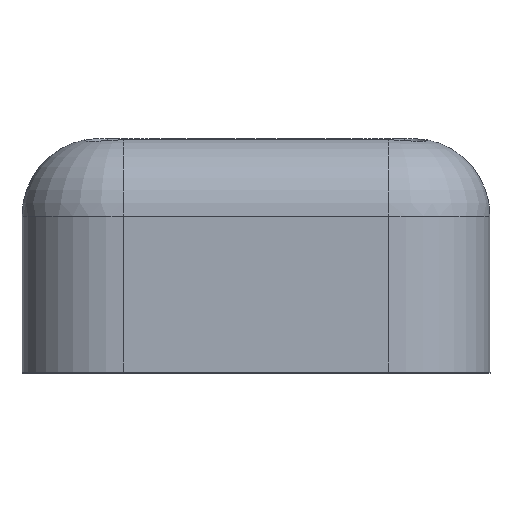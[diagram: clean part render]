
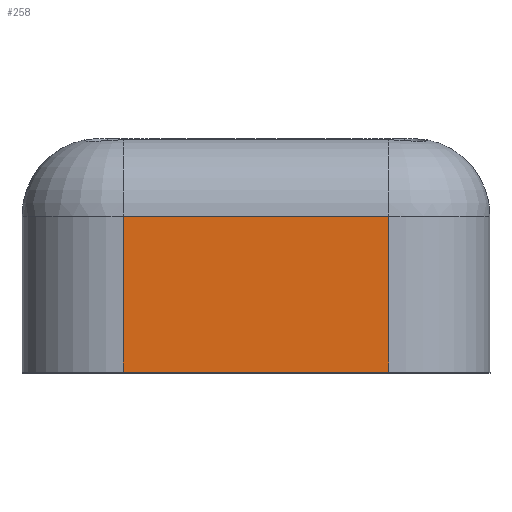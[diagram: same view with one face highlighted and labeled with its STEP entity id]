
A CAD part, top view. The second image highlights one B-rep face of the part: STEP entity #258.
In plain terms, the highlighted planar face has unit normal (0, 0, 1).
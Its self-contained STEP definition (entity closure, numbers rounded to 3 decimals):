
#131 = ORIENTED_EDGE ( 'NONE', *, *, #375, .T. ) ;
#166 = LINE ( 'NONE', #2121, #1209 ) ;
#170 = AXIS2_PLACEMENT_3D ( 'NONE', #1192, #812, #646 ) ;
#188 = VECTOR ( 'NONE', #1599, 1000. ) ;
#248 = CARTESIAN_POINT ( 'NONE',  ( -1.7, -1., 5.1 ) ) ;
#258 = ADVANCED_FACE ( 'NONE', ( #1375 ), #2266, .T. ) ;
#321 = DIRECTION ( 'NONE',  ( 1., 0., 0. ) ) ;
#336 = VECTOR ( 'NONE', #415, 1000. ) ;
#362 = VERTEX_POINT ( 'NONE', #2109 ) ;
#375 = EDGE_CURVE ( 'NONE', #554, #1525, #166, .T. ) ;
#415 = DIRECTION ( 'NONE',  ( 1., 0., 0. ) ) ;
#526 = CARTESIAN_POINT ( 'NONE',  ( -1.7, -3., 5.1 ) ) ;
#554 = VERTEX_POINT ( 'NONE', #248 ) ;
#560 = EDGE_CURVE ( 'NONE', #554, #362, #773, .T. ) ;
#646 = DIRECTION ( 'NONE',  ( 0., -1., 0. ) ) ;
#659 = LINE ( 'NONE', #1758, #1225 ) ;
#686 = ORIENTED_EDGE ( 'NONE', *, *, #560, .F. ) ;
#773 = LINE ( 'NONE', #1702, #336 ) ;
#812 = DIRECTION ( 'NONE',  ( 0., 0., 1. ) ) ;
#917 = ORIENTED_EDGE ( 'NONE', *, *, #2197, .T. ) ;
#1135 = VERTEX_POINT ( 'NONE', #2282 ) ;
#1192 = CARTESIAN_POINT ( 'NONE',  ( -1.7, 0., 5.1 ) ) ;
#1209 = VECTOR ( 'NONE', #1383, 1000. ) ;
#1225 = VECTOR ( 'NONE', #321, 1000. ) ;
#1236 = CARTESIAN_POINT ( 'NONE',  ( 1.7, 0., 5.1 ) ) ;
#1271 = EDGE_CURVE ( 'NONE', #362, #1135, #1455, .T. ) ;
#1375 = FACE_OUTER_BOUND ( 'NONE', #1576, .T. ) ;
#1383 = DIRECTION ( 'NONE',  ( 0., -1., 0. ) ) ;
#1455 = LINE ( 'NONE', #1236, #188 ) ;
#1525 = VERTEX_POINT ( 'NONE', #526 ) ;
#1544 = ORIENTED_EDGE ( 'NONE', *, *, #1271, .F. ) ;
#1576 = EDGE_LOOP ( 'NONE', ( #917, #1544, #686, #131 ) ) ;
#1599 = DIRECTION ( 'NONE',  ( 0., -1., 0. ) ) ;
#1702 = CARTESIAN_POINT ( 'NONE',  ( -1.7, -1., 5.1 ) ) ;
#1758 = CARTESIAN_POINT ( 'NONE',  ( -1.7, -3., 5.1 ) ) ;
#2109 = CARTESIAN_POINT ( 'NONE',  ( 1.7, -1., 5.1 ) ) ;
#2121 = CARTESIAN_POINT ( 'NONE',  ( -1.7, 0., 5.1 ) ) ;
#2197 = EDGE_CURVE ( 'NONE', #1525, #1135, #659, .T. ) ;
#2266 = PLANE ( 'NONE',  #170 ) ;
#2282 = CARTESIAN_POINT ( 'NONE',  ( 1.7, -3., 5.1 ) ) ;
